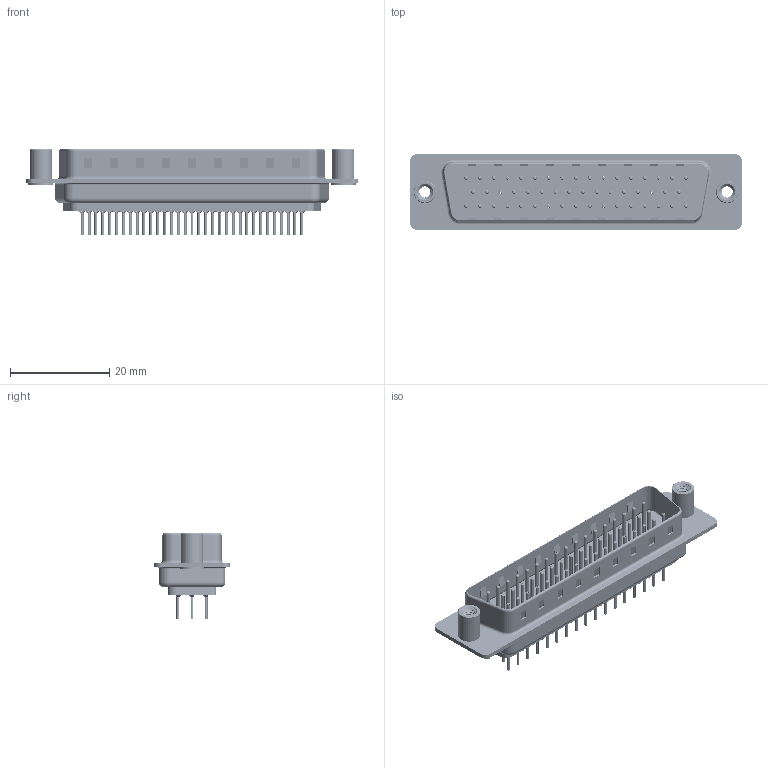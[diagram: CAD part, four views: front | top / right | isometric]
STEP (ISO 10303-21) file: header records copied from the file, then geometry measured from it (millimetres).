
FILE_DESCRIPTION (( 'STEP AP203' ), '1' );
FILE_NAME ('627-050-220-268.STEP', '2020-07-15T11:11:59', ( '' ), ( '' ), 'SwSTEP 2.0', 'SolidWorks 2020', '' );
FILE_SCHEMA (( 'CONFIG_CONTROL_DESIGN' ));
Length unit declared in the file: millimetre
Products named in the file (8): 627 Contact Row 3_20L; 627 Shell Front_50 Contacts; 627-050-220-268; 627 Contact Row 2_20L; 627 Shell Rear_50 Contacts; 627 4-40 Threaded Standoff; 627 Housing_50 LP; 627 Contact Row 1_20L
Assembly tree (55 placements, depth 2):
  627-050-220-268
    627 Housing_50 LP
    627 Shell Front_50 Contacts
    627 Shell Rear_50 Contacts
    627 Contact Row 1_20L  x17
    627 Contact Row 2_20L  x16
    627 Contact Row 3_20L  x17
    627 4-40 Threaded Standoff  x2
Bounding box: 67 x 15.3 x 17.3 mm (x, y, z)
Volume: 4487.3 mm3; surface area: 12779.1 mm2
Topology: 55 solids, 55 shells, 5346 faces, 13999 edges, 8676 vertices
Faces by surface type: cylinder 2019, plane 1405, torus 1400, cone 516, bspline 6
Entity records: 36721 total; most frequent: CARTESIAN_POINT 8059, DIRECTION 5971, ORIENTED_EDGE 5254, EDGE_CURVE 2627, AXIS2_PLACEMENT_3D 2390, VERTEX_POINT 1685, EDGE_LOOP 1326, CIRCLE 1269
